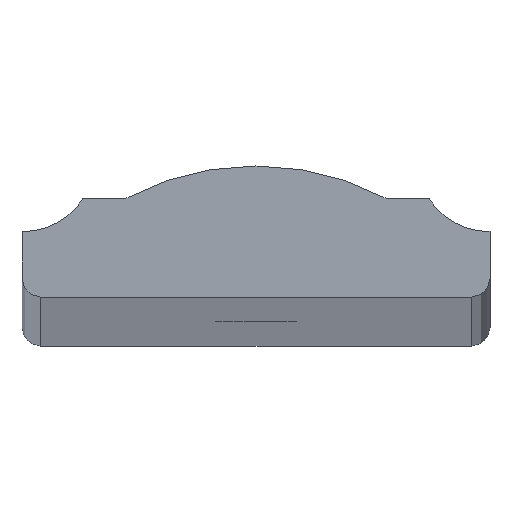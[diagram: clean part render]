
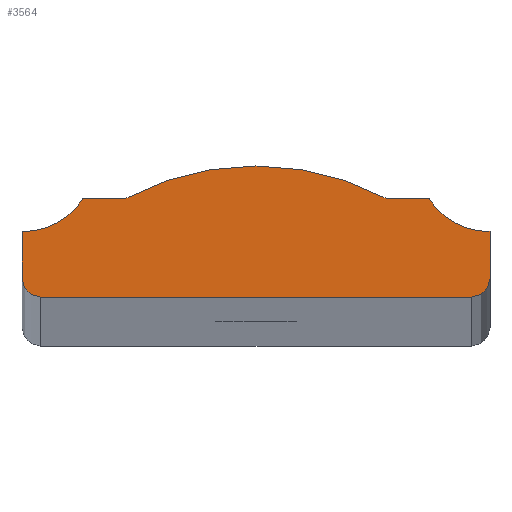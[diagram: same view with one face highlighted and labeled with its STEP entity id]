
A CAD part, top view. The second image highlights one B-rep face of the part: STEP entity #3564.
In plain terms, the highlighted planar face has unit normal (0, 0, 1).
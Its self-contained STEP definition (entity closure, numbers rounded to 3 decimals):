
#53 = CARTESIAN_POINT ( 'NONE',  ( -25., 2., 1500. ) ) ;
#61 = CARTESIAN_POINT ( 'NONE',  ( 23., 2., 1500. ) ) ;
#124 = CARTESIAN_POINT ( 'NONE',  ( 25., 0., 1500. ) ) ;
#221 = ORIENTED_EDGE ( 'NONE', *, *, #4671, .T. ) ;
#396 = VECTOR ( 'NONE', #8017, 1000. ) ;
#440 = EDGE_CURVE ( 'NONE', #6521, #2462, #7554, .T. ) ;
#467 = CARTESIAN_POINT ( 'NONE',  ( 25., 2., 1500. ) ) ;
#530 = LINE ( 'NONE', #7079, #4850 ) ;
#663 = ORIENTED_EDGE ( 'NONE', *, *, #7832, .T. ) ;
#967 = DIRECTION ( 'NONE',  ( 1., 0., 0. ) ) ;
#1021 = CIRCLE ( 'NONE', #3031, 2. ) ;
#1082 = ORIENTED_EDGE ( 'NONE', *, *, #7664, .T. ) ;
#1659 = ORIENTED_EDGE ( 'NONE', *, *, #9460, .T. ) ;
#1819 = ORIENTED_EDGE ( 'NONE', *, *, #7583, .T. ) ;
#1897 = DIRECTION ( 'NONE',  ( 0., 0., -1. ) ) ;
#1985 = CARTESIAN_POINT ( 'NONE',  ( 0., -15.75, 1500. ) ) ;
#2068 = LINE ( 'NONE', #9455, #8338 ) ;
#2280 = CARTESIAN_POINT ( 'NONE',  ( 18.5, 10.5, 1500. ) ) ;
#2462 = VERTEX_POINT ( 'NONE', #467 ) ;
#2708 = CARTESIAN_POINT ( 'NONE',  ( 18.5, 10.5, 1500. ) ) ;
#2725 = DIRECTION ( 'NONE',  ( -1., 0., 0. ) ) ;
#3031 = AXIS2_PLACEMENT_3D ( 'NONE', #8157, #5618, #4838 ) ;
#3247 = VERTEX_POINT ( 'NONE', #2708 ) ;
#3367 = CARTESIAN_POINT ( 'NONE',  ( 23., 0., 1500. ) ) ;
#3564 = ADVANCED_FACE ( 'NONE', ( #7129 ), #9989, .T. ) ;
#3705 = ORIENTED_EDGE ( 'NONE', *, *, #7761, .T. ) ;
#3917 = LINE ( 'NONE', #2280, #6682 ) ;
#3941 = VERTEX_POINT ( 'NONE', #4555 ) ;
#4079 = VERTEX_POINT ( 'NONE', #6858 ) ;
#4175 = AXIS2_PLACEMENT_3D ( 'NONE', #61, #8365, #5113 ) ;
#4206 = AXIS2_PLACEMENT_3D ( 'NONE', #4732, #7225, #10558 ) ;
#4314 = LINE ( 'NONE', #124, #9926 ) ;
#4352 = ORIENTED_EDGE ( 'NONE', *, *, #7687, .T. ) ;
#4555 = CARTESIAN_POINT ( 'NONE',  ( 14., 10.5, 1500. ) ) ;
#4653 = CARTESIAN_POINT ( 'NONE',  ( -25., 7., 1500. ) ) ;
#4671 = EDGE_CURVE ( 'NONE', #3941, #10343, #9324, .T. ) ;
#4732 = CARTESIAN_POINT ( 'NONE',  ( -24.845, 14.498, 1500. ) ) ;
#4838 = DIRECTION ( 'NONE',  ( 1., 0., 0. ) ) ;
#4850 = VECTOR ( 'NONE', #967, 1000. ) ;
#4896 = CARTESIAN_POINT ( 'NONE',  ( -24.845, 14.498, 1500. ) ) ;
#5013 = VERTEX_POINT ( 'NONE', #53 ) ;
#5113 = DIRECTION ( 'NONE',  ( 1., 0., 0. ) ) ;
#5300 = DIRECTION ( 'NONE',  ( 0., -1., 0. ) ) ;
#5508 = LINE ( 'NONE', #5544, #396 ) ;
#5544 = CARTESIAN_POINT ( 'NONE',  ( -18.5, 10.5, 1500. ) ) ;
#5618 = DIRECTION ( 'NONE',  ( 0., 0., 1. ) ) ;
#5665 = CARTESIAN_POINT ( 'NONE',  ( -14., 10.5, 1500. ) ) ;
#5687 = DIRECTION ( 'NONE',  ( -1., 0., 0. ) ) ;
#5700 = EDGE_LOOP ( 'NONE', ( #1659, #6429, #1819, #7736, #1082, #8507, #663, #221, #3705, #4352 ) ) ;
#5807 = DIRECTION ( 'NONE',  ( 0., 0., 1. ) ) ;
#5838 = AXIS2_PLACEMENT_3D ( 'NONE', #6898, #1897, #2725 ) ;
#6216 = DIRECTION ( 'NONE',  ( 0., 0., 1. ) ) ;
#6277 = VERTEX_POINT ( 'NONE', #7047 ) ;
#6429 = ORIENTED_EDGE ( 'NONE', *, *, #9051, .T. ) ;
#6521 = VERTEX_POINT ( 'NONE', #3367 ) ;
#6682 = VECTOR ( 'NONE', #5687, 1000. ) ;
#6780 = CIRCLE ( 'NONE', #5838, 7.5 ) ;
#6781 = DIRECTION ( 'NONE',  ( 0., 1., 0. ) ) ;
#6821 = VERTEX_POINT ( 'NONE', #4653 ) ;
#6858 = CARTESIAN_POINT ( 'NONE',  ( 25., 7., 1500. ) ) ;
#6898 = CARTESIAN_POINT ( 'NONE',  ( 24.845, 14.498, 1500. ) ) ;
#6952 = AXIS2_PLACEMENT_3D ( 'NONE', #4896, #5807, #10722 ) ;
#7047 = CARTESIAN_POINT ( 'NONE',  ( -23., 0., 1500. ) ) ;
#7079 = CARTESIAN_POINT ( 'NONE',  ( -25., 0., 1500. ) ) ;
#7129 = FACE_OUTER_BOUND ( 'NONE', #5700, .T. ) ;
#7225 = DIRECTION ( 'NONE',  ( 0., 0., -1. ) ) ;
#7367 = AXIS2_PLACEMENT_3D ( 'NONE', #1985, #6216, #9596 ) ;
#7554 = CIRCLE ( 'NONE', #4175, 2. ) ;
#7583 = EDGE_CURVE ( 'NONE', #6277, #6521, #530, .T. ) ;
#7664 = EDGE_CURVE ( 'NONE', #2462, #4079, #4314, .T. ) ;
#7687 = EDGE_CURVE ( 'NONE', #10203, #6821, #9674, .T. ) ;
#7736 = ORIENTED_EDGE ( 'NONE', *, *, #440, .T. ) ;
#7761 = EDGE_CURVE ( 'NONE', #10343, #10203, #5508, .T. ) ;
#7832 = EDGE_CURVE ( 'NONE', #3247, #3941, #3917, .T. ) ;
#7856 = CARTESIAN_POINT ( 'NONE',  ( -18.5, 10.5, 1500. ) ) ;
#8017 = DIRECTION ( 'NONE',  ( -1., 0., 0. ) ) ;
#8157 = CARTESIAN_POINT ( 'NONE',  ( -23., 2., 1500. ) ) ;
#8338 = VECTOR ( 'NONE', #5300, 1000. ) ;
#8365 = DIRECTION ( 'NONE',  ( 0., 0., 1. ) ) ;
#8507 = ORIENTED_EDGE ( 'NONE', *, *, #8887, .T. ) ;
#8887 = EDGE_CURVE ( 'NONE', #4079, #3247, #6780, .T. ) ;
#9051 = EDGE_CURVE ( 'NONE', #5013, #6277, #1021, .T. ) ;
#9324 = CIRCLE ( 'NONE', #7367, 29.75 ) ;
#9455 = CARTESIAN_POINT ( 'NONE',  ( -25., 0., 1500. ) ) ;
#9460 = EDGE_CURVE ( 'NONE', #6821, #5013, #2068, .T. ) ;
#9596 = DIRECTION ( 'NONE',  ( -1., 0., 0. ) ) ;
#9674 = CIRCLE ( 'NONE', #4206, 7.5 ) ;
#9926 = VECTOR ( 'NONE', #6781, 1000. ) ;
#9989 = PLANE ( 'NONE',  #6952 ) ;
#10203 = VERTEX_POINT ( 'NONE', #7856 ) ;
#10343 = VERTEX_POINT ( 'NONE', #5665 ) ;
#10558 = DIRECTION ( 'NONE',  ( 1., 0., 0. ) ) ;
#10722 = DIRECTION ( 'NONE',  ( 1., 0., 0. ) ) ;
